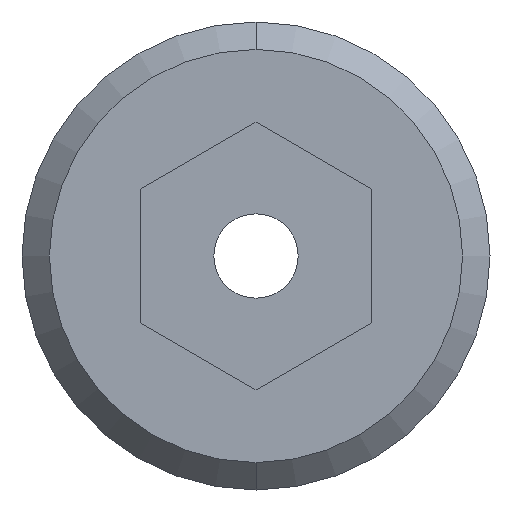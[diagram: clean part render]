
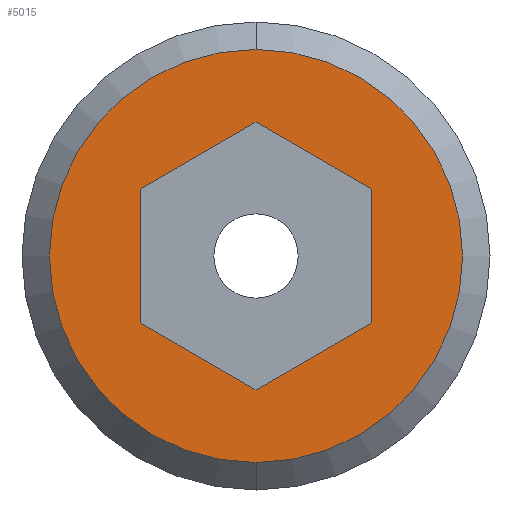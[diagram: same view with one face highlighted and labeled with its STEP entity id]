
A CAD part, left-side view. The second image highlights one B-rep face of the part: STEP entity #5015.
In plain terms, the highlighted planar face has unit normal (-1, 0, 0).
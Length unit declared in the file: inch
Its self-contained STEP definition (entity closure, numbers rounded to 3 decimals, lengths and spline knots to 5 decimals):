
#2112=CARTESIAN_POINT('',(-0.136,0.,0.));
#2113=DIRECTION('',(-1.,0.,0.));
#2114=DIRECTION('',(0.,1.,0.));
#2115=AXIS2_PLACEMENT_3D('',#2112,#2113,#2114);
#2130=DIRECTION('',(0.,0.5,0.866));
#2131=VECTOR('',#2130,0.06351);
#2132=CARTESIAN_POINT('',(-0.136,0.03175,-0.055));
#2133=LINE('',#2132,#2131);
#2134=DIRECTION('',(0.,1.,0.));
#2135=VECTOR('',#2134,0.06351);
#2136=CARTESIAN_POINT('',(-0.136,-0.03175,-0.055));
#2137=LINE('',#2136,#2135);
#2138=DIRECTION('',(0.,0.5,-0.866));
#2139=VECTOR('',#2138,0.06351);
#2140=CARTESIAN_POINT('',(-0.136,-0.06351,0.));
#2141=LINE('',#2140,#2139);
#2142=DIRECTION('',(0.,-0.5,-0.866));
#2143=VECTOR('',#2142,0.06351);
#2144=CARTESIAN_POINT('',(-0.136,-0.03175,0.055));
#2145=LINE('',#2144,#2143);
#2146=DIRECTION('',(0.,-1.,0.));
#2147=VECTOR('',#2146,0.06351);
#2148=CARTESIAN_POINT('',(-0.136,0.03175,0.055));
#2149=LINE('',#2148,#2147);
#2150=DIRECTION('',(0.,-0.5,0.866));
#2151=VECTOR('',#2150,0.06351);
#2152=CARTESIAN_POINT('',(-0.136,0.06351,0.));
#2153=LINE('',#2152,#2151);
#2154=CARTESIAN_POINT('',(-0.136,0.,0.));
#2155=DIRECTION('',(1.,0.,0.));
#2156=DIRECTION('',(0.,1.,0.));
#2157=AXIS2_PLACEMENT_3D('',#2154,#2155,#2156);
#2314=CARTESIAN_POINT('',(-0.136,0.098,0.));
#2315=CARTESIAN_POINT('',(-0.136,-0.098,0.));
#2316=VERTEX_POINT('',#2314);
#2317=VERTEX_POINT('',#2315);
#2334=CARTESIAN_POINT('',(-0.136,0.03175,-0.055));
#2335=CARTESIAN_POINT('',(-0.136,0.06351,0.));
#2336=VERTEX_POINT('',#2334);
#2337=VERTEX_POINT('',#2335);
#2338=CARTESIAN_POINT('',(-0.136,-0.03175,-0.055));
#2339=VERTEX_POINT('',#2338);
#2340=CARTESIAN_POINT('',(-0.136,-0.06351,0.));
#2341=VERTEX_POINT('',#2340);
#2342=CARTESIAN_POINT('',(-0.136,-0.03175,0.055));
#2343=VERTEX_POINT('',#2342);
#2344=CARTESIAN_POINT('',(-0.136,0.03175,0.055));
#2345=VERTEX_POINT('',#2344);
#4991=CARTESIAN_POINT('',(-0.136,0.,0.));
#4992=DIRECTION('',(1.,0.,0.));
#4993=DIRECTION('',(0.,-1.,0.));
#4994=AXIS2_PLACEMENT_3D('',#4991,#4992,#4993);
#4995=PLANE('',#4994);
#4996=ORIENTED_EDGE('',*,*,#4981,.F.);
#4998=ORIENTED_EDGE('',*,*,#4997,.T.);
#4999=EDGE_LOOP('',(#4996,#4998));
#5000=FACE_OUTER_BOUND('',#4999,.F.);
#5002=ORIENTED_EDGE('',*,*,#5001,.F.);
#5004=ORIENTED_EDGE('',*,*,#5003,.F.);
#5006=ORIENTED_EDGE('',*,*,#5005,.F.);
#5008=ORIENTED_EDGE('',*,*,#5007,.F.);
#5010=ORIENTED_EDGE('',*,*,#5009,.F.);
#5012=ORIENTED_EDGE('',*,*,#5011,.F.);
#5013=EDGE_LOOP('',(#5002,#5004,#5006,#5008,#5010,#5012));
#5014=FACE_BOUND('',#5013,.F.);
#2116=CIRCLE('',#2115,0.098);
#2158=CIRCLE('',#2157,0.098);
#4981=EDGE_CURVE('',#2316,#2317,#2116,.T.);
#4997=EDGE_CURVE('',#2316,#2317,#2158,.T.);
#5001=EDGE_CURVE('',#2336,#2337,#2133,.T.);
#5003=EDGE_CURVE('',#2339,#2336,#2137,.T.);
#5005=EDGE_CURVE('',#2341,#2339,#2141,.T.);
#5007=EDGE_CURVE('',#2343,#2341,#2145,.T.);
#5009=EDGE_CURVE('',#2345,#2343,#2149,.T.);
#5011=EDGE_CURVE('',#2337,#2345,#2153,.T.);
#5015=ADVANCED_FACE('',(#5000,#5014),#4995,.F.);
